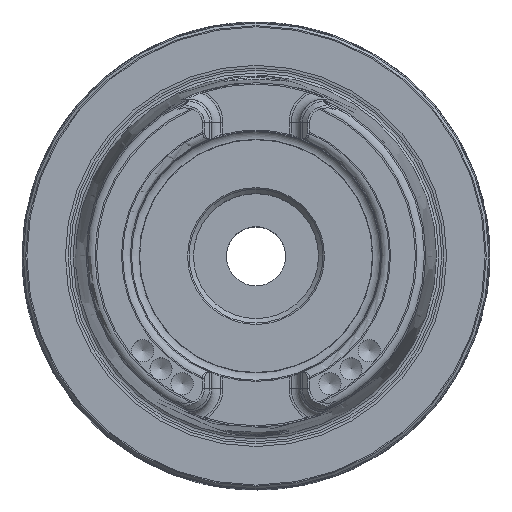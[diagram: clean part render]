
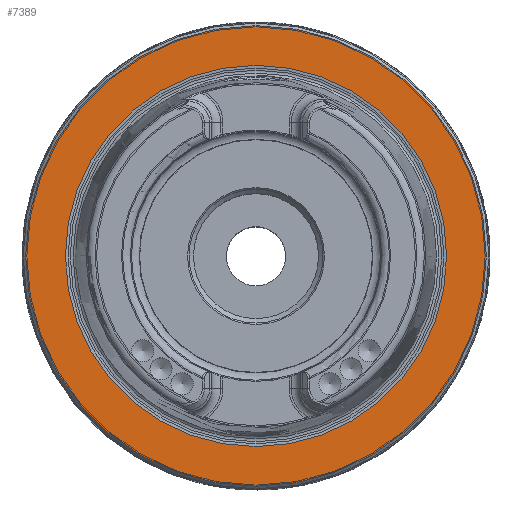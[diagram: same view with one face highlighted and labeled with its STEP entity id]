
A CAD part, top view. The second image highlights one B-rep face of the part: STEP entity #7389.
In plain terms, the highlighted planar face has unit normal (0, 0, 1).
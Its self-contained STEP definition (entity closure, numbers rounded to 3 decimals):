
#759=PLANE('',#8011);
#1786=ORIENTED_EDGE('',*,*,#2571,.T.);
#1787=ORIENTED_EDGE('',*,*,#2568,.F.);
#2568=EDGE_CURVE('',#3103,#3103,#3464,.T.);
#2571=EDGE_CURVE('',#3106,#3106,#3467,.T.);
#3103=VERTEX_POINT('',#11447);
#3106=VERTEX_POINT('',#11456);
#3464=CIRCLE('',#8006,25.782);
#3467=CIRCLE('',#8012,31.15);
#3969=EDGE_LOOP('',(#1786));
#3970=EDGE_LOOP('',(#1787));
#4519=FACE_BOUND('',#3969,.T.);
#4520=FACE_BOUND('',#3970,.T.);
#7389=ADVANCED_FACE('',(#4519,#4520),#759,.T.);
#8006=AXIS2_PLACEMENT_3D('',#11446,#9332,#9333);
#8011=AXIS2_PLACEMENT_3D('',#11454,#9342,#9343);
#8012=AXIS2_PLACEMENT_3D('',#11455,#9344,#9345);
#9332=DIRECTION('',(0.,0.,1.));
#9333=DIRECTION('',(1.,0.,0.));
#9342=DIRECTION('',(0.,0.,1.));
#9343=DIRECTION('',(1.,0.,0.));
#9344=DIRECTION('',(0.,0.,1.));
#9345=DIRECTION('',(1.,0.,0.));
#11446=CARTESIAN_POINT('',(0.,0.,0.2));
#11447=CARTESIAN_POINT('',(25.782,0.,0.2));
#11454=CARTESIAN_POINT('',(25.782,0.,0.2));
#11455=CARTESIAN_POINT('',(0.,0.,0.2));
#11456=CARTESIAN_POINT('',(31.15,0.,0.2));
